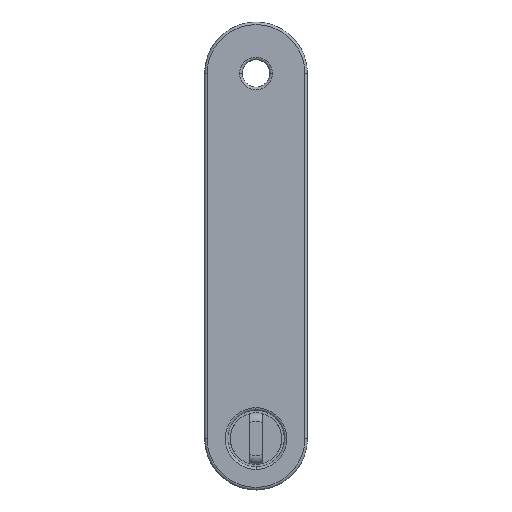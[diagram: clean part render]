
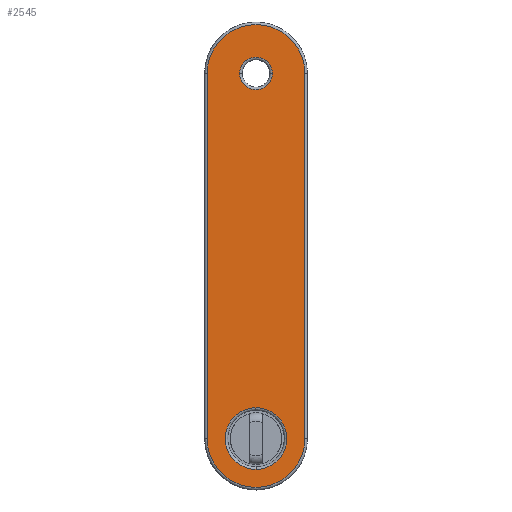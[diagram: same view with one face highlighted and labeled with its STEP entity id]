
A CAD part, left-side view. The second image highlights one B-rep face of the part: STEP entity #2545.
In plain terms, the highlighted planar face has unit normal (-1, 0, 0).
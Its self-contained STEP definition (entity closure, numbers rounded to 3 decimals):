
#1913=CARTESIAN_POINT('',(0.,0.,0.));
#1914=DIRECTION('',(-1.,0.,0.));
#1915=DIRECTION('',(0.,-1.,0.));
#1916=AXIS2_PLACEMENT_3D('',#1913,#1914,#1915);
#1918=DIRECTION('',(0.,0.,1.));
#1919=VECTOR('',#1918,42.6);
#1920=CARTESIAN_POINT('',(0.,-5.7,-42.6));
#1921=LINE('',#1920,#1919);
#1922=CARTESIAN_POINT('',(0.,0.,-42.6));
#1923=DIRECTION('',(-1.,0.,0.));
#1924=DIRECTION('',(0.,1.,0.));
#1925=AXIS2_PLACEMENT_3D('',#1922,#1923,#1924);
#1927=DIRECTION('',(0.,0.,-1.));
#1928=VECTOR('',#1927,42.6);
#1929=CARTESIAN_POINT('',(0.,5.7,0.));
#1930=LINE('',#1929,#1928);
#1931=CARTESIAN_POINT('',(0.,0.,-42.6));
#1932=DIRECTION('',(1.,0.,0.));
#1933=DIRECTION('',(0.,0.,1.));
#1934=AXIS2_PLACEMENT_3D('',#1931,#1932,#1933);
#1936=CARTESIAN_POINT('',(0.,0.,-42.6));
#1937=DIRECTION('',(1.,0.,0.));
#1938=DIRECTION('',(0.,0.,-1.));
#1939=AXIS2_PLACEMENT_3D('',#1936,#1937,#1938);
#1941=CARTESIAN_POINT('',(0.,0.,0.));
#1942=DIRECTION('',(1.,0.,0.));
#1943=DIRECTION('',(0.,-1.,0.));
#1944=AXIS2_PLACEMENT_3D('',#1941,#1942,#1943);
#1946=CARTESIAN_POINT('',(0.,0.,0.));
#1947=DIRECTION('',(1.,0.,0.));
#1948=DIRECTION('',(0.,1.,0.));
#1949=AXIS2_PLACEMENT_3D('',#1946,#1947,#1948);
#2448=CARTESIAN_POINT('',(0.,-5.7,0.));
#2449=CARTESIAN_POINT('',(0.,5.7,0.));
#2450=VERTEX_POINT('',#2448);
#2451=VERTEX_POINT('',#2449);
#2456=CARTESIAN_POINT('',(0.,5.7,-42.6));
#2457=VERTEX_POINT('',#2456);
#2460=CARTESIAN_POINT('',(0.,-5.7,-42.6));
#2461=VERTEX_POINT('',#2460);
#2464=CARTESIAN_POINT('',(0.,0.,-39.));
#2465=CARTESIAN_POINT('',(0.,0.,-46.2));
#2466=VERTEX_POINT('',#2464);
#2467=VERTEX_POINT('',#2465);
#2472=CARTESIAN_POINT('',(0.,-1.9,0.));
#2473=CARTESIAN_POINT('',(0.,1.9,0.));
#2474=VERTEX_POINT('',#2472);
#2475=VERTEX_POINT('',#2473);
#2519=CARTESIAN_POINT('',(0.,0.,0.));
#2520=DIRECTION('',(1.,0.,0.));
#2521=DIRECTION('',(0.,0.,-1.));
#2522=AXIS2_PLACEMENT_3D('',#2519,#2520,#2521);
#2523=PLANE('',#2522);
#2524=ORIENTED_EDGE('',*,*,#2509,.F.);
#2526=ORIENTED_EDGE('',*,*,#2525,.F.);
#2528=ORIENTED_EDGE('',*,*,#2527,.F.);
#2530=ORIENTED_EDGE('',*,*,#2529,.F.);
#2531=EDGE_LOOP('',(#2524,#2526,#2528,#2530));
#2532=FACE_OUTER_BOUND('',#2531,.F.);
#2534=ORIENTED_EDGE('',*,*,#2533,.F.);
#2536=ORIENTED_EDGE('',*,*,#2535,.F.);
#2537=EDGE_LOOP('',(#2534,#2536));
#2538=FACE_BOUND('',#2537,.F.);
#2540=ORIENTED_EDGE('',*,*,#2539,.F.);
#2542=ORIENTED_EDGE('',*,*,#2541,.F.);
#2543=EDGE_LOOP('',(#2540,#2542));
#2544=FACE_BOUND('',#2543,.F.);
#1917=CIRCLE('',#1916,5.7);
#1926=CIRCLE('',#1925,5.7);
#1935=CIRCLE('',#1934,3.6);
#1940=CIRCLE('',#1939,3.6);
#1945=CIRCLE('',#1944,1.9);
#1950=CIRCLE('',#1949,1.9);
#2509=EDGE_CURVE('',#2450,#2451,#1917,.T.);
#2525=EDGE_CURVE('',#2461,#2450,#1921,.T.);
#2527=EDGE_CURVE('',#2457,#2461,#1926,.T.);
#2529=EDGE_CURVE('',#2451,#2457,#1930,.T.);
#2533=EDGE_CURVE('',#2466,#2467,#1935,.T.);
#2535=EDGE_CURVE('',#2467,#2466,#1940,.T.);
#2539=EDGE_CURVE('',#2474,#2475,#1945,.T.);
#2541=EDGE_CURVE('',#2475,#2474,#1950,.T.);
#2545=ADVANCED_FACE('',(#2532,#2538,#2544),#2523,.F.);
